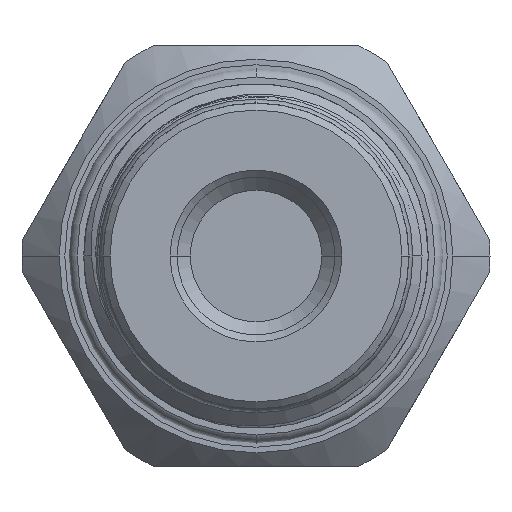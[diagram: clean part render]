
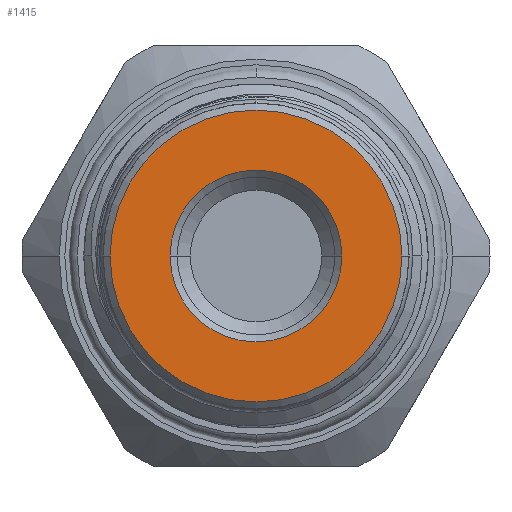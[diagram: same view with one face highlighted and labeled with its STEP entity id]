
A CAD part, left-side view. The second image highlights one B-rep face of the part: STEP entity #1415.
In plain terms, the highlighted planar face has unit normal (-1, 0, 0).
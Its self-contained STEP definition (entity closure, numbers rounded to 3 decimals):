
#494 = DIRECTION ( 'NONE',  ( 0., 1., 0. ) ) ;
#1064 = AXIS2_PLACEMENT_3D ( 'NONE', #4883, #1890, #7109 ) ;
#1235 = EDGE_LOOP ( 'NONE', ( #7258, #8542 ) ) ;
#1415 = ADVANCED_FACE ( 'NONE', ( #9247, #5049 ), #4393, .F. ) ;
#1444 = CARTESIAN_POINT ( 'NONE',  ( -72.795, 0., 0. ) ) ;
#1576 = VERTEX_POINT ( 'NONE', #8671 ) ;
#1689 = VERTEX_POINT ( 'NONE', #4898 ) ;
#1728 = CARTESIAN_POINT ( 'NONE',  ( -72.795, 0., 0. ) ) ;
#1887 = CIRCLE ( 'NONE', #2669, 4.9 ) ;
#1890 = DIRECTION ( 'NONE',  ( -1., 0., 0. ) ) ;
#2625 = CARTESIAN_POINT ( 'NONE',  ( -72.795, -4.9, 0. ) ) ;
#2669 = AXIS2_PLACEMENT_3D ( 'NONE', #1444, #8698, #4339 ) ;
#3292 = EDGE_CURVE ( 'NONE', #1689, #1576, #5600, .T. ) ;
#3294 = CIRCLE ( 'NONE', #1064, 8.325 ) ;
#3838 = DIRECTION ( 'NONE',  ( 1., 0., 0. ) ) ;
#4009 = ORIENTED_EDGE ( 'NONE', *, *, #8616, .T. ) ;
#4339 = DIRECTION ( 'NONE',  ( 0., 1., 0. ) ) ;
#4393 = PLANE ( 'NONE',  #8052 ) ;
#4457 = CARTESIAN_POINT ( 'NONE',  ( -72.795, 0., 0. ) ) ;
#4484 = DIRECTION ( 'NONE',  ( 0., 1., 0. ) ) ;
#4681 = AXIS2_PLACEMENT_3D ( 'NONE', #9284, #6423, #494 ) ;
#4883 = CARTESIAN_POINT ( 'NONE',  ( -72.795, 0., 0. ) ) ;
#4898 = CARTESIAN_POINT ( 'NONE',  ( -72.795, -8.325, 0. ) ) ;
#5049 = FACE_OUTER_BOUND ( 'NONE', #1235, .T. ) ;
#5159 = VERTEX_POINT ( 'NONE', #2625 ) ;
#5494 = CARTESIAN_POINT ( 'NONE',  ( -72.795, 4.9, 0. ) ) ;
#5600 = CIRCLE ( 'NONE', #7953, 8.325 ) ;
#5890 = EDGE_LOOP ( 'NONE', ( #8378, #4009 ) ) ;
#6423 = DIRECTION ( 'NONE',  ( 1., 0., 0. ) ) ;
#6625 = EDGE_CURVE ( 'NONE', #1576, #1689, #3294, .T. ) ;
#6813 = DIRECTION ( 'NONE',  ( 0., -1., 0. ) ) ;
#7109 = DIRECTION ( 'NONE',  ( 0., -1., 0. ) ) ;
#7228 = VERTEX_POINT ( 'NONE', #5494 ) ;
#7258 = ORIENTED_EDGE ( 'NONE', *, *, #6625, .T. ) ;
#7953 = AXIS2_PLACEMENT_3D ( 'NONE', #1728, #8285, #6813 ) ;
#8052 = AXIS2_PLACEMENT_3D ( 'NONE', #4457, #3838, #4484 ) ;
#8285 = DIRECTION ( 'NONE',  ( -1., 0., 0. ) ) ;
#8378 = ORIENTED_EDGE ( 'NONE', *, *, #8869, .T. ) ;
#8542 = ORIENTED_EDGE ( 'NONE', *, *, #3292, .T. ) ;
#8616 = EDGE_CURVE ( 'NONE', #7228, #5159, #1887, .T. ) ;
#8671 = CARTESIAN_POINT ( 'NONE',  ( -72.795, 8.325, 0. ) ) ;
#8698 = DIRECTION ( 'NONE',  ( 1., 0., 0. ) ) ;
#8728 = CIRCLE ( 'NONE', #4681, 4.9 ) ;
#8869 = EDGE_CURVE ( 'NONE', #5159, #7228, #8728, .T. ) ;
#9247 = FACE_BOUND ( 'NONE', #5890, .T. ) ;
#9284 = CARTESIAN_POINT ( 'NONE',  ( -72.795, 0., 0. ) ) ;
